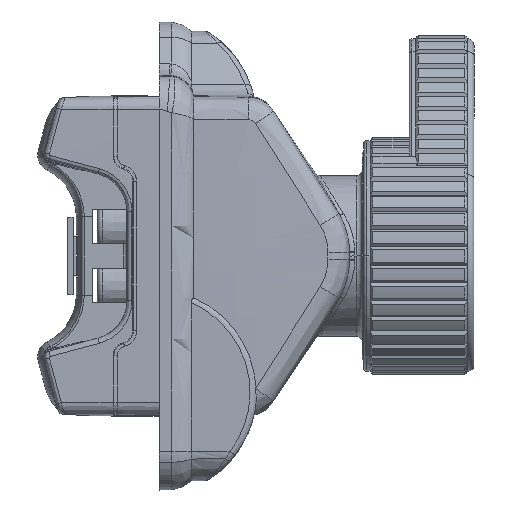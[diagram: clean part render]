
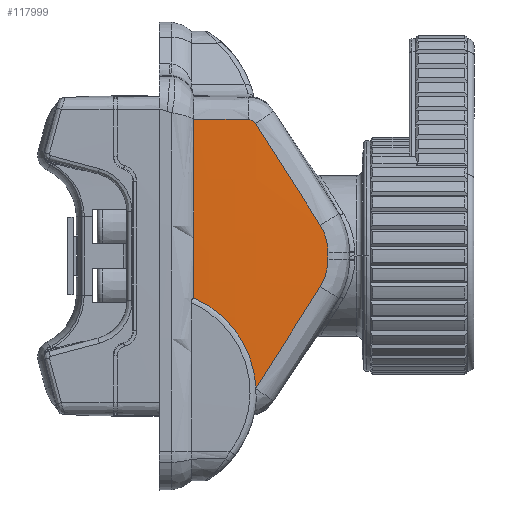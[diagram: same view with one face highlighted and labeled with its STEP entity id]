
A CAD part, left-side view. The second image highlights one B-rep face of the part: STEP entity #117999.
In plain terms, the highlighted face is a revolution surface.
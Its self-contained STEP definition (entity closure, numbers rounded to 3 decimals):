
#294=CARTESIAN_POINT('',(-16.933,-14.3,21.101));
#1594=CARTESIAN_POINT('',(-16.818,-23.881,
-20.387));
#1595=CARTESIAN_POINT('',(-16.815,-25.039,
-18.69));
#1596=CARTESIAN_POINT('',(-16.795,-27.321,
-15.268));
#1597=CARTESIAN_POINT('',(-16.73,-30.642,
-10.059));
#1598=CARTESIAN_POINT('',(-16.663,-32.787,
-6.537));
#1599=CARTESIAN_POINT('',(-16.624,-33.841,
-4.764));
#43101=CARTESIAN_POINT('',(1483.1,-14.3,0.));
#43102=DIRECTION('',(0.,1.,0.));
#43103=DIRECTION('',(-1.,0.,-0.004));
#43104=AXIS2_PLACEMENT_3D('',#43101,#43102,#43103);
#43109=CARTESIAN_POINT('',(-16.933,-14.3,
21.101));
#43110=CARTESIAN_POINT('',(-16.93,-15.237,
21.093));
#43111=CARTESIAN_POINT('',(-16.918,-17.111,
21.077));
#43112=CARTESIAN_POINT('',(-16.885,-19.922,
21.054));
#43113=CARTESIAN_POINT('',(-16.852,-21.796,
21.038));
#43114=CARTESIAN_POINT('',(-16.833,-22.733,
21.03));
#43119=CARTESIAN_POINT('',(-16.833,-22.733,
21.03));
#43120=CARTESIAN_POINT('',(-16.832,-22.822,
21.03));
#43121=CARTESIAN_POINT('',(-16.828,-22.995,
21.011));
#43122=CARTESIAN_POINT('',(-16.824,-23.248,
20.934));
#43123=CARTESIAN_POINT('',(-16.821,-23.48,
20.81));
#43124=CARTESIAN_POINT('',(-16.819,-23.685,
20.644));
#43125=CARTESIAN_POINT('',(-16.818,-23.797,
20.51));
#43126=CARTESIAN_POINT('',(-16.818,-23.847,
20.437));
#43131=CARTESIAN_POINT('',(-16.818,-23.847,
20.437));
#43132=CARTESIAN_POINT('',(-16.815,-25.009,
18.734));
#43133=CARTESIAN_POINT('',(-16.796,-27.299,
15.302));
#43134=CARTESIAN_POINT('',(-16.73,-30.632,
10.076));
#43135=CARTESIAN_POINT('',(-16.663,-32.783,
6.543));
#43136=CARTESIAN_POINT('',(-16.624,-33.841,
4.764));
#43141=CARTESIAN_POINT('',(-16.624,-33.841,
4.764));
#43142=CARTESIAN_POINT('',(-16.617,-34.033,
4.441));
#43143=CARTESIAN_POINT('',(-16.604,-34.37,
3.777));
#43144=CARTESIAN_POINT('',(-16.59,-34.739,
2.718));
#43145=CARTESIAN_POINT('',(-16.581,-34.963,
1.618));
#43146=CARTESIAN_POINT('',(-16.58,-35.013,
0.876));
#43147=CARTESIAN_POINT('',(-16.58,-35.013,
0.501));
#43152=CARTESIAN_POINT('',(-16.58,-35.013,
0.501));
#43153=CARTESIAN_POINT('',(-16.58,-35.013,
0.167));
#43154=CARTESIAN_POINT('',(-16.58,-35.013,
-0.167));
#43155=CARTESIAN_POINT('',(-16.58,-35.013,
-0.501));
#43160=CARTESIAN_POINT('',(-16.58,-35.013,
-0.501));
#43161=CARTESIAN_POINT('',(-16.58,-35.013,
-0.876));
#43162=CARTESIAN_POINT('',(-16.581,-34.963,
-1.618));
#43163=CARTESIAN_POINT('',(-16.59,-34.739,
-2.718));
#43164=CARTESIAN_POINT('',(-16.604,-34.37,
-3.777));
#43165=CARTESIAN_POINT('',(-16.617,-34.033,
-4.441));
#43166=CARTESIAN_POINT('',(-16.624,-33.841,
-4.764));
#43190=CARTESIAN_POINT('',(-17.068,-14.3,
-6.439));
#43191=CARTESIAN_POINT('',(-17.064,-14.96,-6.727));
#43192=CARTESIAN_POINT('',(-17.054,-16.248,
-7.393));
#43193=CARTESIAN_POINT('',(-17.031,-18.042,
-8.656));
#43194=CARTESIAN_POINT('',(-17.001,-19.659,
-10.161));
#43195=CARTESIAN_POINT('',(-16.965,-21.09,
-11.927));
#43196=CARTESIAN_POINT('',(-16.927,-22.261,
-13.889));
#43197=CARTESIAN_POINT('',(-16.888,-23.139,
-16.017));
#43198=CARTESIAN_POINT('',(-16.852,-23.682,
-18.139));
#43199=CARTESIAN_POINT('',(-16.829,-23.851,
-19.635));
#43200=CARTESIAN_POINT('',(-16.818,-23.881,
-20.387));
#55258=VERTEX_POINT('',#43160);
#55259=VERTEX_POINT('',#43166);
#55260=VERTEX_POINT('',#43152);
#55261=VERTEX_POINT('',#43141);
#55264=VERTEX_POINT('',#43131);
#55266=VERTEX_POINT('',#43119);
#55282=VERTEX_POINT('',#294);
#55441=VERTEX_POINT('',#43190);
#55442=VERTEX_POINT('',#43200);
#117974=CARTESIAN_POINT('',(982.758,-10.81,
21.516));
#117975=CARTESIAN_POINT('',(982.816,-10.81,
17.512));
#117976=CARTESIAN_POINT('',(982.922,-10.809,
7.172));
#117977=CARTESIAN_POINT('',(982.922,-10.809,
-6.934));
#117978=CARTESIAN_POINT('',(982.82,-10.81,
-17.036));
#117979=CARTESIAN_POINT('',(982.768,-10.81,
-20.802));
#117981=CARTESIAN_POINT('',(482.915,-12.555,1.));
#117982=DIRECTION('',(0.,0.,-1.));
#117983=AXIS1_PLACEMENT('',#117981,#117982);
#117984=SURFACE_OF_REVOLUTION('',#117980,#117983);
#117985=ORIENTED_EDGE('',*,*,#64505,.F.);
#117987=ORIENTED_EDGE('',*,*,#117986,.F.);
#117988=ORIENTED_EDGE('',*,*,#117960,.T.);
#117989=ORIENTED_EDGE('',*,*,#62624,.T.);
#117990=ORIENTED_EDGE('',*,*,#62674,.T.);
#117992=ORIENTED_EDGE('',*,*,#117991,.T.);
#117994=ORIENTED_EDGE('',*,*,#117993,.T.);
#117995=ORIENTED_EDGE('',*,*,#64362,.T.);
#117996=ORIENTED_EDGE('',*,*,#64460,.T.);
#117997=EDGE_LOOP('',(#117985,#117987,#117988,#117989,#117990,#117992,#117994,
#117995,#117996));
#117998=FACE_OUTER_BOUND('',#117997,.F.);
#117999=ADVANCED_FACE('',(#117998),#117984,.T.);
#1600=B_SPLINE_CURVE_WITH_KNOTS('',3,(#1594,#1595,#1596,#1597,#1598,#1599),
.UNSPECIFIED.,.F.,.F.,(4,1,1,4),(0.,0.333,0.667,1.),
.UNSPECIFIED.);
#43105=CIRCLE('',#43104,1500.181);
#43115=B_SPLINE_CURVE_WITH_KNOTS('',3,(#43109,#43110,#43111,#43112,#43113,
#43114),.UNSPECIFIED.,.F.,.F.,(4,1,1,4),(0.,0.333,
0.667,1.),.UNSPECIFIED.);
#43127=B_SPLINE_CURVE_WITH_KNOTS('',3,(#43119,#43120,#43121,#43122,#43123,
#43124,#43125,#43126),.UNSPECIFIED.,.F.,.F.,(4,1,1,1,1,4),(0.,0.2,0.4,
0.6,0.8,1.),.UNSPECIFIED.);
#43137=B_SPLINE_CURVE_WITH_KNOTS('',3,(#43131,#43132,#43133,#43134,#43135,
#43136),.UNSPECIFIED.,.F.,.F.,(4,1,1,4),(0.,0.333,
0.667,1.),.UNSPECIFIED.);
#43148=B_SPLINE_CURVE_WITH_KNOTS('',3,(#43141,#43142,#43143,#43144,#43145,
#43146,#43147),.UNSPECIFIED.,.F.,.F.,(4,1,1,1,4),(0.,0.25,0.5,0.75,
1.),.UNSPECIFIED.);
#43156=B_SPLINE_CURVE_WITH_KNOTS('',3,(#43152,#43153,#43154,#43155),
.UNSPECIFIED.,.F.,.F.,(4,4),(0.,1.),.UNSPECIFIED.);
#43167=B_SPLINE_CURVE_WITH_KNOTS('',3,(#43160,#43161,#43162,#43163,#43164,
#43165,#43166),.UNSPECIFIED.,.F.,.F.,(4,1,1,1,4),(0.,0.25,0.5,0.75,
1.),.UNSPECIFIED.);
#43201=B_SPLINE_CURVE_WITH_KNOTS('',3,(#43190,#43191,#43192,#43193,#43194,
#43195,#43196,#43197,#43198,#43199,#43200),.UNSPECIFIED.,.F.,.F.,(4,1,1,1,1,1,1,
1,4),(0.,0.125,0.25,0.375,0.5,0.625,0.75,0.875,1.),
.UNSPECIFIED.);
#62624=EDGE_CURVE('',#55282,#55266,#43115,.T.);
#62674=EDGE_CURVE('',#55266,#55264,#43127,.T.);
#64362=EDGE_CURVE('',#55260,#55258,#43156,.T.);
#64460=EDGE_CURVE('',#55258,#55259,#43167,.T.);
#64505=EDGE_CURVE('',#55442,#55259,#1600,.T.);
#117960=EDGE_CURVE('',#55441,#55282,#43105,.T.);
#117980=B_SPLINE_CURVE_WITH_KNOTS('',3,(#117974,#117975,#117976,#117977,#117978,
#117979),.UNSPECIFIED.,.F.,.F.,(4,1,1,4),(0.,0.284,
0.733,1.),.UNSPECIFIED.);
#117986=EDGE_CURVE('',#55441,#55442,#43201,.T.);
#117991=EDGE_CURVE('',#55264,#55261,#43137,.T.);
#117993=EDGE_CURVE('',#55261,#55260,#43148,.T.);
